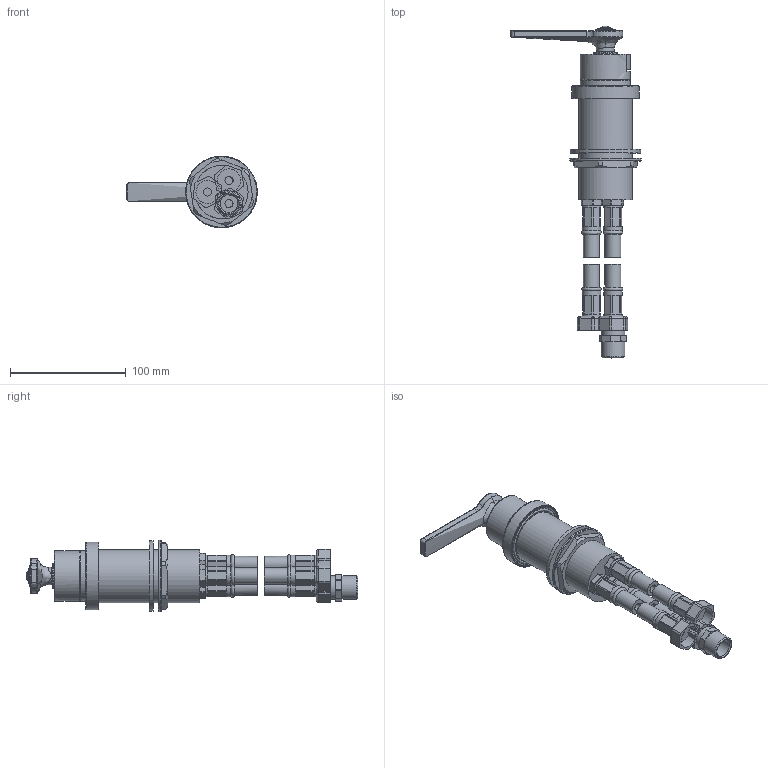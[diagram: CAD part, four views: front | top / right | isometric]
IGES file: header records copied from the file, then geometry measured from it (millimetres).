
Global section: file name: V7K37; native system: Autodesk Inventor 2018; preprocessor: unknown; author: aprice; date: 20171016.115732; units: millimetre
Bounding box: 112.91 x 287.31 x 61.99 mm (x, y, z)
Volume: 256294.5 mm3; surface area: 120496.9 mm2
Topology: 24 solids, 27 shells, 827 faces, 2156 edges, 1465 vertices
Faces by surface type: bspline 827
